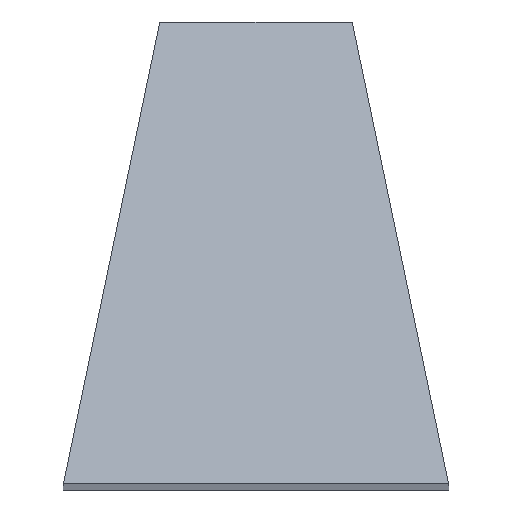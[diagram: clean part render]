
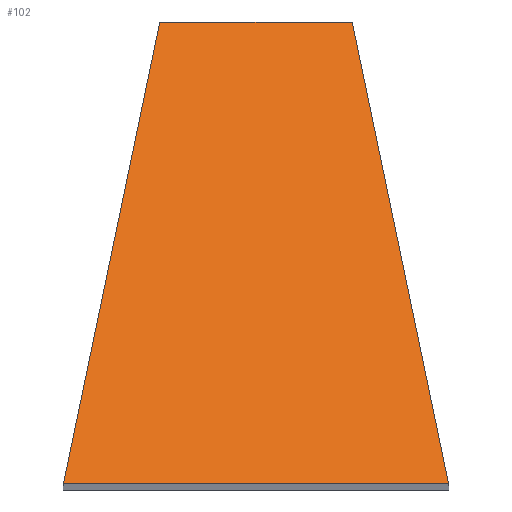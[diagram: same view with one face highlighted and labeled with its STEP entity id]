
A CAD part, top view. The second image highlights one B-rep face of the part: STEP entity #102.
In plain terms, the highlighted planar face has unit normal (0, 0.707, 0.707).
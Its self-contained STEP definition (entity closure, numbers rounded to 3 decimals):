
#16=FACE_OUTER_BOUND('',#22,.T.);
#22=EDGE_LOOP('',(#75,#76,#77,#78));
#31=LINE('',#175,#43);
#32=LINE('',#177,#44);
#33=LINE('',#179,#45);
#34=LINE('',#180,#46);
#43=VECTOR('',#146,10.);
#44=VECTOR('',#147,10.);
#45=VECTOR('',#148,10.);
#46=VECTOR('',#149,10.);
#55=VERTEX_POINT('',#173);
#56=VERTEX_POINT('',#174);
#57=VERTEX_POINT('',#176);
#58=VERTEX_POINT('',#178);
#63=EDGE_CURVE('',#55,#56,#31,.T.);
#64=EDGE_CURVE('',#57,#55,#32,.T.);
#65=EDGE_CURVE('',#58,#57,#33,.T.);
#66=EDGE_CURVE('',#58,#56,#34,.T.);
#75=ORIENTED_EDGE('',*,*,#63,.F.);
#76=ORIENTED_EDGE('',*,*,#64,.F.);
#77=ORIENTED_EDGE('',*,*,#65,.F.);
#78=ORIENTED_EDGE('',*,*,#66,.T.);
#96=PLANE('',#131);
#102=ADVANCED_FACE('',(#16),#96,.F.);
#131=AXIS2_PLACEMENT_3D('',#172,#144,#145);
#144=DIRECTION('center_axis',(0.,-0.707,-0.707));
#145=DIRECTION('ref_axis',(0.,0.707,-0.707));
#146=DIRECTION('',(0.146,-0.7,0.7));
#147=DIRECTION('',(1.,0.,0.));
#148=DIRECTION('',(0.146,0.7,-0.7));
#149=DIRECTION('',(1.,0.,0.));
#172=CARTESIAN_POINT('Origin',(0.,0.,50.));
#173=CARTESIAN_POINT('',(2.5,12.,38.));
#174=CARTESIAN_POINT('',(5.,0.,50.));
#175=CARTESIAN_POINT('',(2.398,12.489,37.511));
#176=CARTESIAN_POINT('',(-2.5,12.,38.));
#177=CARTESIAN_POINT('',(1.25,12.,38.));
#178=CARTESIAN_POINT('',(-5.,0.,50.));
#179=CARTESIAN_POINT('',(-1.76,15.553,34.447));
#180=CARTESIAN_POINT('',(-5.,0.,50.));
